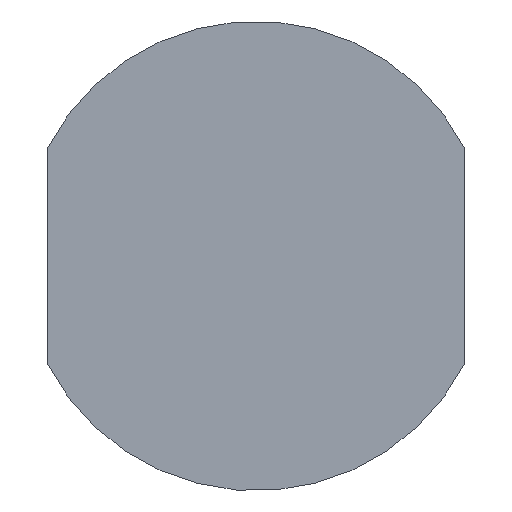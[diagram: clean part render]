
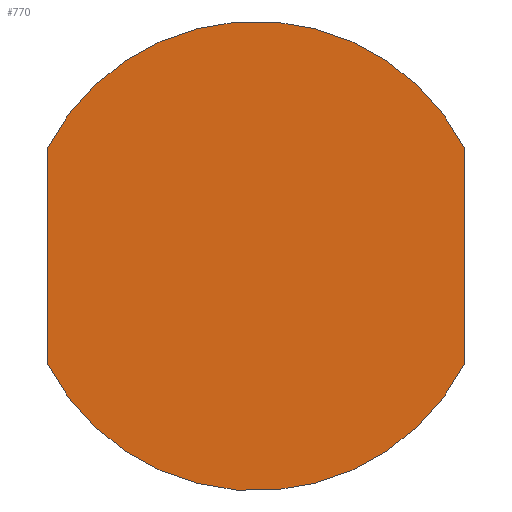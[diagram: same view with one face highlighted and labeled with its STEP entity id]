
A CAD part, front view. The second image highlights one B-rep face of the part: STEP entity #770.
In plain terms, the highlighted planar face has unit normal (0, -1, 0).
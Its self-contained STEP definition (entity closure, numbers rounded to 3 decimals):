
#35 = FACE_OUTER_BOUND ( 'NONE', #1026, .T. ) ;
#51 = CARTESIAN_POINT ( 'NONE',  ( 0., -21.75, 0. ) ) ;
#74 = DIRECTION ( 'NONE',  ( -1., 0., 0. ) ) ;
#79 = VERTEX_POINT ( 'NONE', #650 ) ;
#90 = VERTEX_POINT ( 'NONE', #911 ) ;
#131 = DIRECTION ( 'NONE',  ( 0., -1., 0. ) ) ;
#151 = CARTESIAN_POINT ( 'NONE',  ( 0., -21.75, 0. ) ) ;
#153 = VECTOR ( 'NONE', #828, 1000. ) ;
#213 = CARTESIAN_POINT ( 'NONE',  ( 0., -21.75, 0. ) ) ;
#220 = DIRECTION ( 'NONE',  ( 0., 0., 1. ) ) ;
#258 = AXIS2_PLACEMENT_3D ( 'NONE', #51, #717, #295 ) ;
#295 = DIRECTION ( 'NONE',  ( -1., 0., 0. ) ) ;
#307 = ORIENTED_EDGE ( 'NONE', *, *, #617, .F. ) ;
#324 = CIRCLE ( 'NONE', #258, 9. ) ;
#377 = ORIENTED_EDGE ( 'NONE', *, *, #601, .F. ) ;
#391 = ORIENTED_EDGE ( 'NONE', *, *, #478, .F. ) ;
#444 = AXIS2_PLACEMENT_3D ( 'NONE', #213, #131, #680 ) ;
#478 = EDGE_CURVE ( 'NONE', #90, #79, #981, .T. ) ;
#517 = CARTESIAN_POINT ( 'NONE',  ( -8., -21.75, -4.123 ) ) ;
#522 = CARTESIAN_POINT ( 'NONE',  ( 8., -21.75, 4.123 ) ) ;
#556 = LINE ( 'NONE', #869, #1022 ) ;
#601 = EDGE_CURVE ( 'NONE', #753, #90, #698, .T. ) ;
#614 = CARTESIAN_POINT ( 'NONE',  ( -8., -21.75, 4.123 ) ) ;
#617 = EDGE_CURVE ( 'NONE', #79, #1031, #324, .T. ) ;
#650 = CARTESIAN_POINT ( 'NONE',  ( 8., -21.75, -4.123 ) ) ;
#680 = DIRECTION ( 'NONE',  ( 1., 0., 0. ) ) ;
#698 = CIRCLE ( 'NONE', #777, 9. ) ;
#717 = DIRECTION ( 'NONE',  ( 0., 1., 0. ) ) ;
#753 = VERTEX_POINT ( 'NONE', #614 ) ;
#770 = ADVANCED_FACE ( 'NONE', ( #35 ), #926, .T. ) ;
#777 = AXIS2_PLACEMENT_3D ( 'NONE', #151, #959, #74 ) ;
#796 = ORIENTED_EDGE ( 'NONE', *, *, #881, .F. ) ;
#828 = DIRECTION ( 'NONE',  ( 0., 0., -1. ) ) ;
#869 = CARTESIAN_POINT ( 'NONE',  ( -8., -21.75, 4.123 ) ) ;
#881 = EDGE_CURVE ( 'NONE', #1031, #753, #556, .T. ) ;
#911 = CARTESIAN_POINT ( 'NONE',  ( 8., -21.75, 4.123 ) ) ;
#926 = PLANE ( 'NONE',  #444 ) ;
#959 = DIRECTION ( 'NONE',  ( 0., 1., 0. ) ) ;
#981 = LINE ( 'NONE', #522, #153 ) ;
#1022 = VECTOR ( 'NONE', #220, 1000. ) ;
#1026 = EDGE_LOOP ( 'NONE', ( #391, #377, #796, #307 ) ) ;
#1031 = VERTEX_POINT ( 'NONE', #517 ) ;
